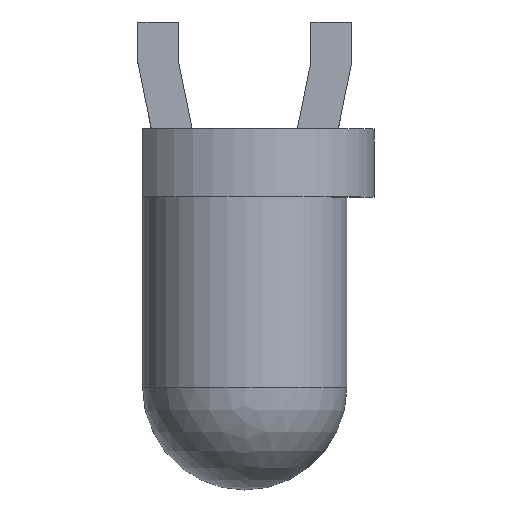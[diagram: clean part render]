
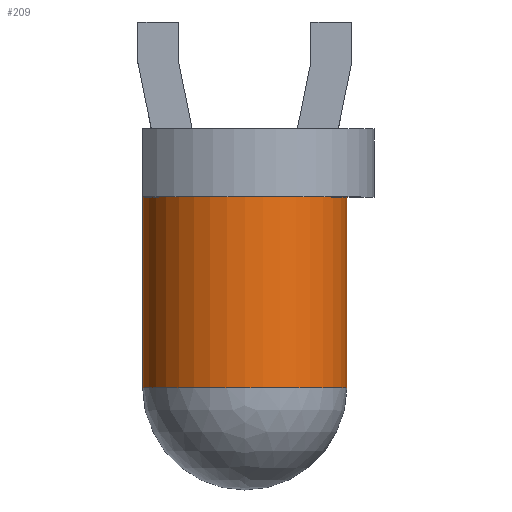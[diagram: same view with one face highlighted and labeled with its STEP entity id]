
A CAD part, top view. The second image highlights one B-rep face of the part: STEP entity #209.
In plain terms, the highlighted cylindrical face has radius 1.5 mm (diameter 3 mm), a full revolution.
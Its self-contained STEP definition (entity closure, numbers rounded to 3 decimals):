
#28=CARTESIAN_POINT('',(1.27,-1.27,6.));
#29=DIRECTION('',(0.,-1.,0.));
#30=DIRECTION('',(1.,0.,0.));
#43=AXIS2_PLACEMENT_3D('',#44,#29,#30);
#44=CARTESIAN_POINT('',(1.27,-2.27,6.));
#74=CARTESIAN_POINT('',(1.27,-1.27,7.5));
#90=VERTEX_POINT('',#91);
#91=CARTESIAN_POINT('',(-0.23,-2.27,6.));
#116=ORIENTED_EDGE('',*,*,#117,.T.);
#117=EDGE_CURVE('',#118,#90,#120,.T.);
#118=VERTEX_POINT('',#119);
#119=CARTESIAN_POINT('',(1.27,-2.27,7.5));
#120=CIRCLE('',#43,1.5);
#121=ORIENTED_EDGE('',*,*,#122,.T.);
#122=EDGE_CURVE('',#90,#123,#120,.T.);
#123=VERTEX_POINT('',#124);
#124=CARTESIAN_POINT('',(2.77,-2.27,6.));
#125=ORIENTED_EDGE('',*,*,#126,.T.);
#126=EDGE_CURVE('',#123,#118,#120,.T.);
#209=ADVANCED_FACE('',(#210),#227,.T.);
#210=FACE_BOUND('',#211,.T.);
#211=EDGE_LOOP('',(#125,#212,#219,#226,#116,#121));
#212=ORIENTED_EDGE('',*,*,#213,.T.);
#213=EDGE_CURVE('',#118,#214,#216,.T.);
#214=VERTEX_POINT('',#215);
#215=CARTESIAN_POINT('',(1.27,-5.07,7.5));
#216=LINE('',#74,#217);
#217=VECTOR('',#218,1.);
#218=DIRECTION('',(0.,-1.,0.));
#219=ORIENTED_EDGE('',*,*,#220,.F.);
#220=EDGE_CURVE('',#214,#214,#221,.T.);
#221=CIRCLE('',#222,1.5);
#222=AXIS2_PLACEMENT_3D('',#223,#224,#225);
#223=CARTESIAN_POINT('',(1.27,-5.07,6.));
#224=DIRECTION('',(0.,-1.,0.));
#225=DIRECTION('',(0.,0.,1.));
#226=ORIENTED_EDGE('',*,*,#213,.F.);
#227=CYLINDRICAL_SURFACE('',#228,1.5);
#228=AXIS2_PLACEMENT_3D('',#28,#229,#230);
#229=DIRECTION('',(0.,-1.,0.));
#230=DIRECTION('',(0.,0.,1.));
